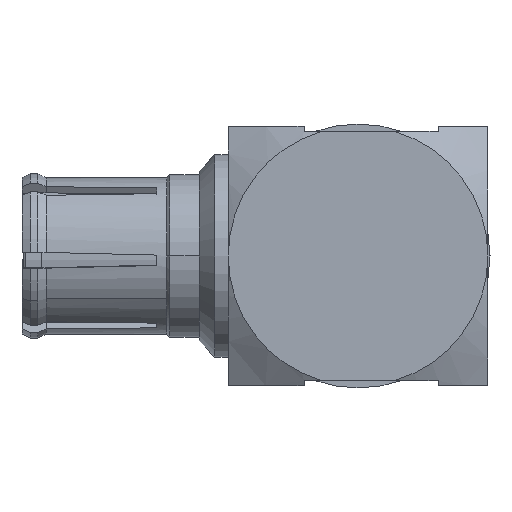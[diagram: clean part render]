
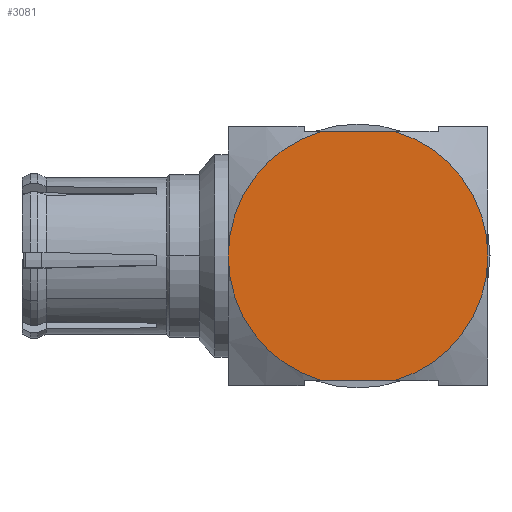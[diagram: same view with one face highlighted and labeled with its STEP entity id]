
A CAD part, left-side view. The second image highlights one B-rep face of the part: STEP entity #3081.
In plain terms, the highlighted planar face has unit normal (-1, 0, 0).
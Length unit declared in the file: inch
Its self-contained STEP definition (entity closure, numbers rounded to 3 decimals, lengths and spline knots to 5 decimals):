
#12 = DIRECTION ( 'NONE',  ( 1., 0., 0. ) ) ;
#51 = FACE_OUTER_BOUND ( 'NONE', #2938, .T. ) ;
#57 = VECTOR ( 'NONE', #1771, 39.37008 ) ;
#68 = VERTEX_POINT ( 'NONE', #3485 ) ;
#83 = CARTESIAN_POINT ( 'NONE',  ( -0.12598, 0.03486, 0.11902 ) ) ;
#98 = ORIENTED_EDGE ( 'NONE', *, *, #255, .T. ) ;
#216 = EDGE_CURVE ( 'NONE', #68, #3308, #2418, .T. ) ;
#255 = EDGE_CURVE ( 'NONE', #1809, #2608, #3023, .T. ) ;
#261 = AXIS2_PLACEMENT_3D ( 'NONE', #2952, #1699, #783 ) ;
#401 = CARTESIAN_POINT ( 'NONE',  ( -0.12598, 0.03486, -0.11902 ) ) ;
#446 = DIRECTION ( 'NONE',  ( 0., 0., 1. ) ) ;
#474 = LINE ( 'NONE', #2670, #57 ) ;
#714 = CARTESIAN_POINT ( 'NONE',  ( -0.12598, 0., 0. ) ) ;
#762 = DIRECTION ( 'NONE',  ( -1., 0., 0. ) ) ;
#783 = DIRECTION ( 'NONE',  ( 0., 0., 1. ) ) ;
#840 = ORIENTED_EDGE ( 'NONE', *, *, #2164, .T. ) ;
#1320 = DIRECTION ( 'NONE',  ( 0., -1., 0. ) ) ;
#1521 = CIRCLE ( 'NONE', #3865, 0.12402 ) ;
#1655 = AXIS2_PLACEMENT_3D ( 'NONE', #1656, #12, #2622 ) ;
#1656 = CARTESIAN_POINT ( 'NONE',  ( -0.12598, -0.12402, 0.12402 ) ) ;
#1699 = DIRECTION ( 'NONE',  ( -1., 0., 0. ) ) ;
#1771 = DIRECTION ( 'NONE',  ( 0., 1., 0. ) ) ;
#1809 = VERTEX_POINT ( 'NONE', #3580 ) ;
#1964 = CARTESIAN_POINT ( 'NONE',  ( -0.12598, -0.12402, -0.11902 ) ) ;
#2019 = ORIENTED_EDGE ( 'NONE', *, *, #2428, .T. ) ;
#2061 = CIRCLE ( 'NONE', #3264, 0.12402 ) ;
#2164 = EDGE_CURVE ( 'NONE', #2327, #4036, #474, .T. ) ;
#2216 = PLANE ( 'NONE',  #1655 ) ;
#2327 = VERTEX_POINT ( 'NONE', #4127 ) ;
#2342 = AXIS2_PLACEMENT_3D ( 'NONE', #714, #3975, #3024 ) ;
#2418 = CIRCLE ( 'NONE', #2342, 0.12402 ) ;
#2428 = EDGE_CURVE ( 'NONE', #2608, #68, #3864, .T. ) ;
#2608 = VERTEX_POINT ( 'NONE', #401 ) ;
#2622 = DIRECTION ( 'NONE',  ( 0., 0., -1. ) ) ;
#2667 = ORIENTED_EDGE ( 'NONE', *, *, #3238, .T. ) ;
#2670 = CARTESIAN_POINT ( 'NONE',  ( -0.12598, -0.12402, 0.11902 ) ) ;
#2721 = DIRECTION ( 'NONE',  ( 0., 0., 1. ) ) ;
#2766 = CARTESIAN_POINT ( 'NONE',  ( -0.12598, 0., 0. ) ) ;
#2938 = EDGE_LOOP ( 'NONE', ( #2980, #840, #2667, #98, #2019, #3983 ) ) ;
#2952 = CARTESIAN_POINT ( 'NONE',  ( -0.12598, 0., 0. ) ) ;
#2980 = ORIENTED_EDGE ( 'NONE', *, *, #3751, .T. ) ;
#3023 = CIRCLE ( 'NONE', #261, 0.12402 ) ;
#3024 = DIRECTION ( 'NONE',  ( 0., 0., 1. ) ) ;
#3081 = ADVANCED_FACE ( 'NONE', ( #51 ), #2216, .F. ) ;
#3100 = DIRECTION ( 'NONE',  ( -1., 0., 0. ) ) ;
#3238 = EDGE_CURVE ( 'NONE', #4036, #1809, #2061, .T. ) ;
#3264 = AXIS2_PLACEMENT_3D ( 'NONE', #3341, #762, #446 ) ;
#3308 = VERTEX_POINT ( 'NONE', #3316 ) ;
#3316 = CARTESIAN_POINT ( 'NONE',  ( -0.12598, -0.12402, 0. ) ) ;
#3341 = CARTESIAN_POINT ( 'NONE',  ( -0.12598, 0., 0. ) ) ;
#3485 = CARTESIAN_POINT ( 'NONE',  ( -0.12598, -0.03486, -0.11902 ) ) ;
#3580 = CARTESIAN_POINT ( 'NONE',  ( -0.12598, 0.12402, 0. ) ) ;
#3751 = EDGE_CURVE ( 'NONE', #3308, #2327, #1521, .T. ) ;
#3864 = LINE ( 'NONE', #1964, #4007 ) ;
#3865 = AXIS2_PLACEMENT_3D ( 'NONE', #2766, #3100, #2721 ) ;
#3975 = DIRECTION ( 'NONE',  ( -1., 0., 0. ) ) ;
#3983 = ORIENTED_EDGE ( 'NONE', *, *, #216, .T. ) ;
#4007 = VECTOR ( 'NONE', #1320, 39.37008 ) ;
#4036 = VERTEX_POINT ( 'NONE', #83 ) ;
#4127 = CARTESIAN_POINT ( 'NONE',  ( -0.12598, -0.03486, 0.11902 ) ) ;
